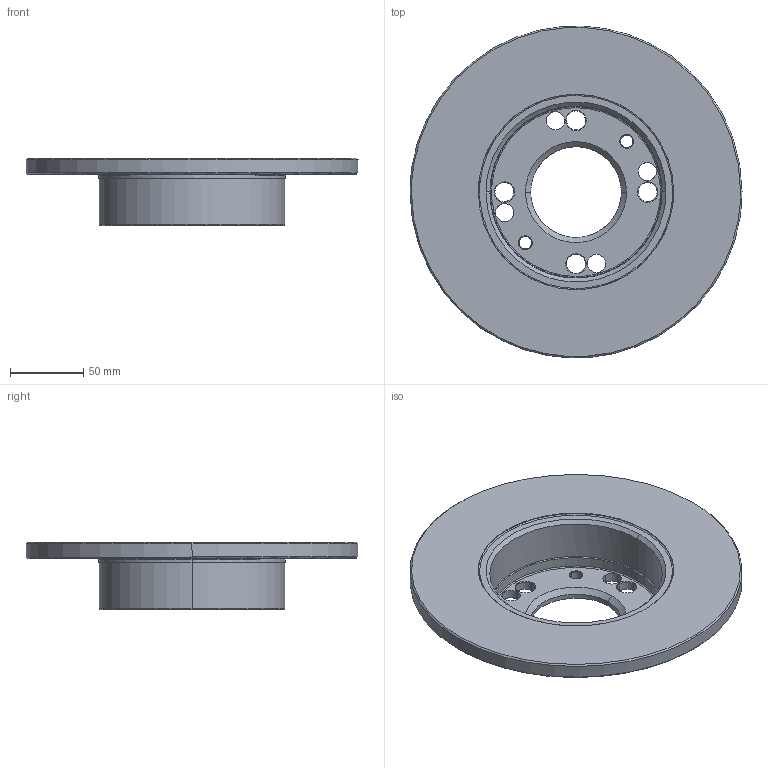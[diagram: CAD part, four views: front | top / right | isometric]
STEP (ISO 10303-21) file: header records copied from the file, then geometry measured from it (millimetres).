
FILE_DESCRIPTION(/* description */ (''),/* implementation_level */ '2;1');
FILE_NAME(/* name */ 'P7',/* time_stamp */ '2017-08-10T08:48:02+02:00',/* author */ (''),/* organization */ (''),/* preprocessor_version */ 'ST-DEVELOPER v15',/* originating_system */ '',/* authorisation */ '');
FILE_SCHEMA (('CONFIG_CONTROL_DESIGN'));
Length unit declared in the file: millimetre
Products named in the file (1): Document
Bounding box: 227 x 226.85 x 46.06 mm (x, y, z)
Volume: 424495.8 mm3; surface area: 111058.5 mm2
Topology: 1 solids, 1 shells, 90 faces, 211 edges, 127 vertices
Faces by surface type: bspline 84, plane 6
Entity records: 4206 total; most frequent: CARTESIAN_POINT 2938, ORIENTED_EDGE 422, EDGE_CURVE 211, VERTEX_POINT 127, EDGE_LOOP 116, ADVANCED_FACE 90, FACE_OUTER_BOUND 90, B_SPLINE_CURVE_WITH_KNOTS 76
